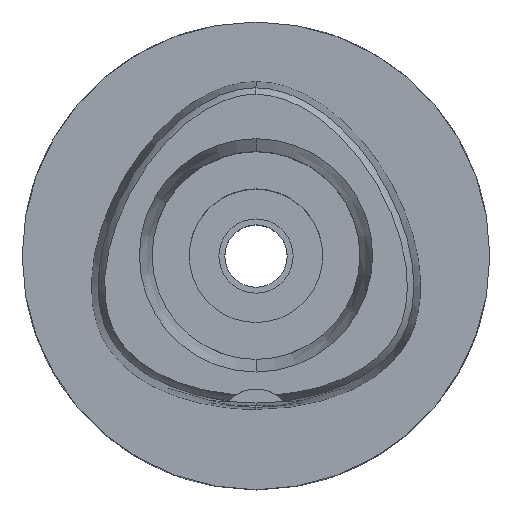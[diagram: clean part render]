
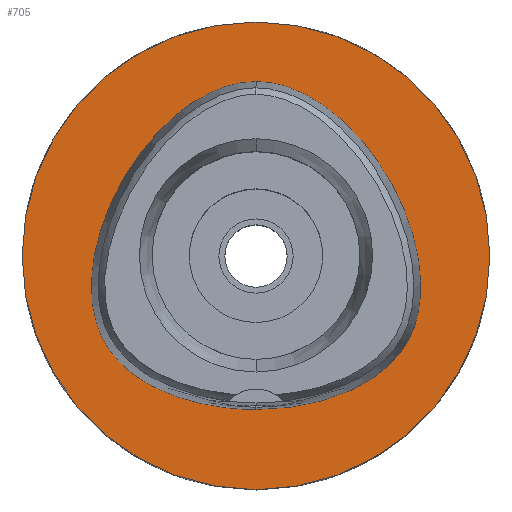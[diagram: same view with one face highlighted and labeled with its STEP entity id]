
A CAD part, top view. The second image highlights one B-rep face of the part: STEP entity #705.
In plain terms, the highlighted planar face has unit normal (0, 0, 1).
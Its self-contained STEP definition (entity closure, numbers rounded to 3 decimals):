
#83 = CARTESIAN_POINT ( 'NONE',  ( -2.565, 23.293, 0. ) ) ;
#110 = DIRECTION ( 'NONE',  ( 0., -1., 0. ) ) ;
#165 = CARTESIAN_POINT ( 'NONE',  ( 0., -20.675, 0. ) ) ;
#245 = CARTESIAN_POINT ( 'NONE',  ( 2.565, 23.293, 0. ) ) ;
#298 = ORIENTED_EDGE ( 'NONE', *, *, #3427, .F. ) ;
#361 = AXIS2_PLACEMENT_3D ( 'NONE', #3039, #3882, #110 ) ;
#425 = EDGE_CURVE ( 'NONE', #1993, #883, #4076, .T. ) ;
#428 = ORIENTED_EDGE ( 'NONE', *, *, #425, .F. ) ;
#491 = CARTESIAN_POINT ( 'NONE',  ( -14.673, -17.214, 0. ) ) ;
#542 = CARTESIAN_POINT ( 'NONE',  ( 0., 23.475, 0. ) ) ;
#574 = CARTESIAN_POINT ( 'NONE',  ( 0., -20.675, 0. ) ) ;
#604 = CARTESIAN_POINT ( 'NONE',  ( 6.341, -20.298, 0. ) ) ;
#617 = DIRECTION ( 'NONE',  ( 0., 0., -1. ) ) ;
#668 = CARTESIAN_POINT ( 'NONE',  ( 0., 23.475, 0. ) ) ;
#705 = ADVANCED_FACE ( 'NONE', ( #3830, #4220 ), #2205, .F. ) ;
#883 = VERTEX_POINT ( 'NONE', #2892 ) ;
#910 = CARTESIAN_POINT ( 'NONE',  ( -16.959, -15.678, 0. ) ) ;
#933 = CIRCLE ( 'NONE', #1285, 31.5 ) ;
#997 = CARTESIAN_POINT ( 'NONE',  ( -20.749, 4.657, 0. ) ) ;
#1032 = CARTESIAN_POINT ( 'NONE',  ( 10.746, 19.174, 0. ) ) ;
#1081 = CARTESIAN_POINT ( 'NONE',  ( 0., -20.675, 0. ) ) ;
#1285 = AXIS2_PLACEMENT_3D ( 'NONE', #4228, #3757, #2071 ) ;
#1432 = CARTESIAN_POINT ( 'NONE',  ( -0.855, 23.475, 0. ) ) ;
#1551 = CARTESIAN_POINT ( 'NONE',  ( 18.068, 10.432, 0. ) ) ;
#1819 = CARTESIAN_POINT ( 'NONE',  ( -21.978, -0.281, 0. ) ) ;
#1845 = CARTESIAN_POINT ( 'NONE',  ( 7.571, 21.315, 0. ) ) ;
#1871 = CARTESIAN_POINT ( 'NONE',  ( 21.978, -0.281, 0. ) ) ;
#1953 = CARTESIAN_POINT ( 'NONE',  ( 2.114, -20.675, 0. ) ) ;
#1993 = VERTEX_POINT ( 'NONE', #3009 ) ;
#2071 = DIRECTION ( 'NONE',  ( 0., -1., 0. ) ) ;
#2074 = EDGE_CURVE ( 'NONE', #3455, #2512, #4369, .T. ) ;
#2205 = PLANE ( 'NONE',  #361 ) ;
#2248 = EDGE_LOOP ( 'NONE', ( #428, #3033 ) ) ;
#2293 = CARTESIAN_POINT ( 'NONE',  ( 20.749, 4.657, 0. ) ) ;
#2356 = CARTESIAN_POINT ( 'NONE',  ( 20.932, -10.604, 0. ) ) ;
#2512 = VERTEX_POINT ( 'NONE', #3433 ) ;
#2653 = CARTESIAN_POINT ( 'NONE',  ( -22.057, -6.848, 0. ) ) ;
#2680 = CARTESIAN_POINT ( 'NONE',  ( -18.568, -14.169, 0. ) ) ;
#2713 = CARTESIAN_POINT ( 'NONE',  ( 19.649, -12.825, 0. ) ) ;
#2739 = CARTESIAN_POINT ( 'NONE',  ( 0.855, 23.475, 0. ) ) ;
#2778 = DIRECTION ( 'NONE',  ( 0., 1., 0. ) ) ;
#2892 = CARTESIAN_POINT ( 'NONE',  ( 0., -31.5, 0. ) ) ;
#3006 = CARTESIAN_POINT ( 'NONE',  ( -14.408, 15.641, 0. ) ) ;
#3009 = CARTESIAN_POINT ( 'NONE',  ( 0., 31.5, 0. ) ) ;
#3033 = ORIENTED_EDGE ( 'NONE', *, *, #4789, .F. ) ;
#3039 = CARTESIAN_POINT ( 'NONE',  ( 0., 0., 0. ) ) ;
#3064 = CARTESIAN_POINT ( 'NONE',  ( -7.571, 21.315, 0. ) ) ;
#3175 = CARTESIAN_POINT ( 'NONE',  ( 22.245, -4.1, 0. ) ) ;
#3427 = EDGE_CURVE ( 'NONE', #2512, #3455, #5294, .T. ) ;
#3433 = CARTESIAN_POINT ( 'NONE',  ( 0., 23.475, 0. ) ) ;
#3455 = VERTEX_POINT ( 'NONE', #165 ) ;
#3471 = CARTESIAN_POINT ( 'NONE',  ( -5.098, 22.526, 0. ) ) ;
#3526 = CARTESIAN_POINT ( 'NONE',  ( 18.568, -14.169, 0. ) ) ;
#3556 = CARTESIAN_POINT ( 'NONE',  ( 5.098, 22.526, 0. ) ) ;
#3587 = CARTESIAN_POINT ( 'NONE',  ( 14.673, -17.214, 0. ) ) ;
#3612 = CARTESIAN_POINT ( 'NONE',  ( 22.057, -6.848, 0. ) ) ;
#3632 = ORIENTED_EDGE ( 'NONE', *, *, #2074, .F. ) ;
#3645 = EDGE_LOOP ( 'NONE', ( #298, #3632 ) ) ;
#3757 = DIRECTION ( 'NONE',  ( 0., 0., -1. ) ) ;
#3830 = FACE_OUTER_BOUND ( 'NONE', #2248, .T. ) ;
#3855 = CARTESIAN_POINT ( 'NONE',  ( -18.068, 10.432, 0. ) ) ;
#3882 = DIRECTION ( 'NONE',  ( 0., 0., -1. ) ) ;
#3911 = CARTESIAN_POINT ( 'NONE',  ( -20.35, -11.749, 0. ) ) ;
#3942 = CARTESIAN_POINT ( 'NONE',  ( -11.233, -18.893, 0. ) ) ;
#3999 = CARTESIAN_POINT ( 'NONE',  ( 11.233, -18.893, 0. ) ) ;
#4033 = CARTESIAN_POINT ( 'NONE',  ( 14.408, 15.641, 0. ) ) ;
#4076 = CIRCLE ( 'NONE', #4781, 31.5 ) ;
#4220 = FACE_BOUND ( 'NONE', #3645, .T. ) ;
#4228 = CARTESIAN_POINT ( 'NONE',  ( 0., 0., 0. ) ) ;
#4353 = CARTESIAN_POINT ( 'NONE',  ( -2.114, -20.675, 0. ) ) ;
#4369 = B_SPLINE_CURVE_WITH_KNOTS ( 'NONE', 3,
 ( #1081, #1953, #604, #3999, #3587, #5301, #3526, #2713, #4883, #2356, #5279, #3612, #3175, #1871, #2293, #1551, #4033, #1032, #1845, #3556, #245, #2739, #668 ),
 .UNSPECIFIED., .F., .F.,
 ( 4, 1, 1, 1, 1, 1, 1, 1, 1, 1, 1, 1, 1, 1, 1, 1, 1, 1, 1, 1, 4 ),
 ( 0., 0.083, 0.167, 0.208, 0.25, 0.292, 0.313, 0.333, 0.354, 0.375, 0.417, 0.458, 0.5, 0.583, 0.667, 0.75, 0.833, 0.875, 0.917, 0.958, 1. ),
 .UNSPECIFIED. ) ;
#4423 = CARTESIAN_POINT ( 'NONE',  ( 0., 0., 0. ) ) ;
#4691 = CARTESIAN_POINT ( 'NONE',  ( -20.932, -10.604, 0. ) ) ;
#4750 = CARTESIAN_POINT ( 'NONE',  ( -22.245, -4.1, 0. ) ) ;
#4772 = CARTESIAN_POINT ( 'NONE',  ( -10.746, 19.174, 0. ) ) ;
#4781 = AXIS2_PLACEMENT_3D ( 'NONE', #4423, #617, #2778 ) ;
#4789 = EDGE_CURVE ( 'NONE', #883, #1993, #933, .T. ) ;
#4883 = CARTESIAN_POINT ( 'NONE',  ( 20.35, -11.749, 0. ) ) ;
#5109 = CARTESIAN_POINT ( 'NONE',  ( -19.649, -12.825, 0. ) ) ;
#5135 = CARTESIAN_POINT ( 'NONE',  ( -21.555, -8.996, 0. ) ) ;
#5191 = CARTESIAN_POINT ( 'NONE',  ( -6.341, -20.298, 0. ) ) ;
#5279 = CARTESIAN_POINT ( 'NONE',  ( 21.555, -8.996, 0. ) ) ;
#5294 = B_SPLINE_CURVE_WITH_KNOTS ( 'NONE', 3,
 ( #542, #1432, #83, #3471, #3064, #4772, #3006, #3855, #997, #1819, #4750, #2653, #5135, #4691, #3911, #5109, #2680, #910, #491, #3942, #5191, #4353, #574 ),
 .UNSPECIFIED., .F., .F.,
 ( 4, 1, 1, 1, 1, 1, 1, 1, 1, 1, 1, 1, 1, 1, 1, 1, 1, 1, 1, 1, 4 ),
 ( 0., 0.042, 0.083, 0.125, 0.167, 0.25, 0.333, 0.417, 0.5, 0.542, 0.583, 0.625, 0.646, 0.667, 0.688, 0.708, 0.75, 0.792, 0.833, 0.917, 1. ),
 .UNSPECIFIED. ) ;
#5301 = CARTESIAN_POINT ( 'NONE',  ( 16.959, -15.678, 0. ) ) ;
